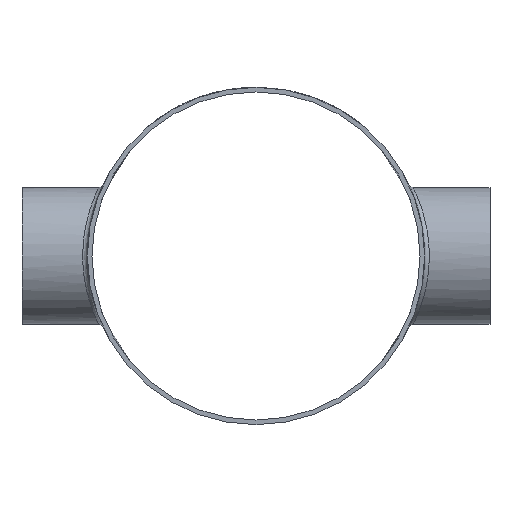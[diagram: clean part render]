
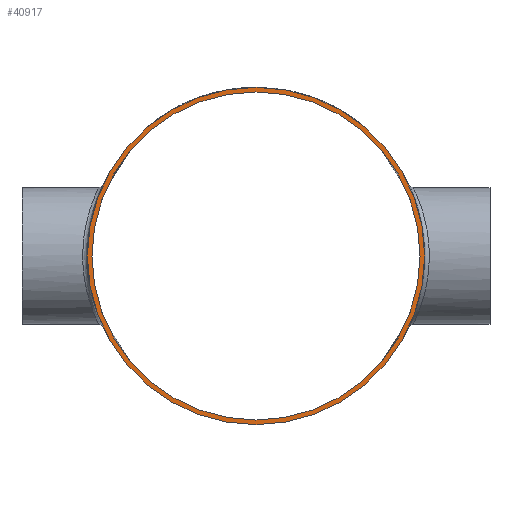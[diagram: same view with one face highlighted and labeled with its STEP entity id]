
A CAD part, left-side view. The second image highlights one B-rep face of the part: STEP entity #40917.
In plain terms, the highlighted planar face has unit normal (-1, 0, 0).
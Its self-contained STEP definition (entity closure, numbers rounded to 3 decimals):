
#313 = CARTESIAN_POINT ( 'NONE',  ( -178., 0., 0. ) ) ;
#3676 = EDGE_LOOP ( 'NONE', ( #7090 ) ) ;
#4925 = ORIENTED_EDGE ( 'NONE', *, *, #11972, .T. ) ;
#5978 = EDGE_LOOP ( 'NONE', ( #4925 ) ) ;
#7090 = ORIENTED_EDGE ( 'NONE', *, *, #36896, .F. ) ;
#8845 = FACE_OUTER_BOUND ( 'NONE', #5978, .T. ) ;
#10939 = AXIS2_PLACEMENT_3D ( 'NONE', #35123, #21668, #28507 ) ;
#11972 = EDGE_CURVE ( 'NONE', #16125, #16125, #30194, .T. ) ;
#12589 = DIRECTION ( 'NONE',  ( -1., 0., 0. ) ) ;
#14069 = AXIS2_PLACEMENT_3D ( 'NONE', #33969, #27760, #40615 ) ;
#16125 = VERTEX_POINT ( 'NONE', #38536 ) ;
#21329 = FACE_BOUND ( 'NONE', #3676, .T. ) ;
#21668 = DIRECTION ( 'NONE',  ( -1., 0., 0. ) ) ;
#21741 = PLANE ( 'NONE',  #14069 ) ;
#25684 = DIRECTION ( 'NONE',  ( 0., 0., 1. ) ) ;
#26006 = CIRCLE ( 'NONE', #39263, 106.55 ) ;
#27111 = VERTEX_POINT ( 'NONE', #33722 ) ;
#27760 = DIRECTION ( 'NONE',  ( -1., 0., 0. ) ) ;
#28507 = DIRECTION ( 'NONE',  ( 0., 0., 1. ) ) ;
#30194 = CIRCLE ( 'NONE', #10939, 109.55 ) ;
#33722 = CARTESIAN_POINT ( 'NONE',  ( -178., 0., 106.55 ) ) ;
#33969 = CARTESIAN_POINT ( 'NONE',  ( -178., 0., 0. ) ) ;
#35123 = CARTESIAN_POINT ( 'NONE',  ( -178., 0., 0. ) ) ;
#36896 = EDGE_CURVE ( 'NONE', #27111, #27111, #26006, .T. ) ;
#38536 = CARTESIAN_POINT ( 'NONE',  ( -178., 0., 109.55 ) ) ;
#39263 = AXIS2_PLACEMENT_3D ( 'NONE', #313, #12589, #25684 ) ;
#40615 = DIRECTION ( 'NONE',  ( 0., 0., 1. ) ) ;
#40917 = ADVANCED_FACE ( 'NONE', ( #21329, #8845 ), #21741, .T. ) ;
